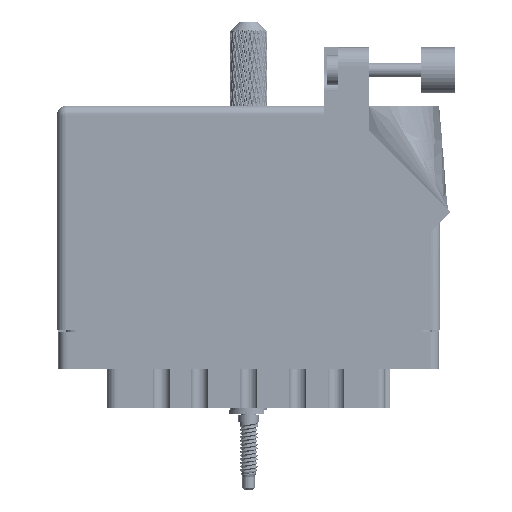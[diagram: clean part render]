
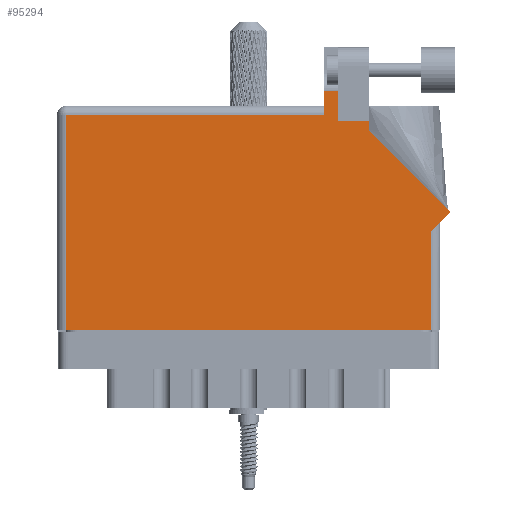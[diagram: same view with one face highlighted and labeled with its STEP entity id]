
A CAD part, front view. The second image highlights one B-rep face of the part: STEP entity #95294.
In plain terms, the highlighted face is planar.
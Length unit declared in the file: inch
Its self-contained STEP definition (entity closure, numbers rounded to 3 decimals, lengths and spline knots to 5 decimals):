
#33 = VERTEX_POINT ( 'NONE', #7498 ) ;
#815 = VERTEX_POINT ( 'NONE', #42063 ) ;
#861 = ORIENTED_EDGE ( 'NONE', *, *, #91678, .T. ) ;
#2818 = DIRECTION ( 'NONE',  ( 0., 1., 0. ) ) ;
#4226 = VECTOR ( 'NONE', #109867, 39.37008 ) ;
#7202 = LINE ( 'NONE', #12429, #20076 ) ;
#7498 = CARTESIAN_POINT ( 'NONE',  ( 0.062, 0., 0. ) ) ;
#7937 = DIRECTION ( 'NONE',  ( 0., -1., 0. ) ) ;
#8367 = LINE ( 'NONE', #36105, #100707 ) ;
#12429 = CARTESIAN_POINT ( 'NONE',  ( 1.819, 1.53, 0. ) ) ;
#14070 = LINE ( 'NONE', #17443, #84806 ) ;
#14294 = VERTEX_POINT ( 'NONE', #62064 ) ;
#17443 = CARTESIAN_POINT ( 'NONE',  ( 2.24377, 1.6315, 0. ) ) ;
#18057 = ORIENTED_EDGE ( 'NONE', *, *, #26595, .T. ) ;
#18603 = DIRECTION ( 'NONE',  ( -1., 0., 0. ) ) ;
#18632 = DIRECTION ( 'NONE',  ( 1., 0., 0. ) ) ;
#19759 = VERTEX_POINT ( 'NONE', #93432 ) ;
#20076 = VECTOR ( 'NONE', #104803, 39.37008 ) ;
#20212 = EDGE_CURVE ( 'NONE', #105478, #35940, #90245, .T. ) ;
#23525 = LINE ( 'NONE', #65769, #68288 ) ;
#24453 = CARTESIAN_POINT ( 'NONE',  ( 0., 1.468, 0. ) ) ;
#26595 = EDGE_CURVE ( 'NONE', #28526, #815, #7202, .T. ) ;
#26972 = FACE_OUTER_BOUND ( 'NONE', #72179, .T. ) ;
#28526 = VERTEX_POINT ( 'NONE', #109095 ) ;
#29814 = DIRECTION ( 'NONE',  ( 0., 0., -1. ) ) ;
#30351 = VECTOR ( 'NONE', #36037, 39.37008 ) ;
#30965 = VERTEX_POINT ( 'NONE', #118450 ) ;
#32449 = LINE ( 'NONE', #110682, #51140 ) ;
#35017 = ORIENTED_EDGE ( 'NONE', *, *, #76777, .T. ) ;
#35940 = VERTEX_POINT ( 'NONE', #53186 ) ;
#36037 = DIRECTION ( 'NONE',  ( 0., 1., 0. ) ) ;
#36105 = CARTESIAN_POINT ( 'NONE',  ( 0.062, 0., 0. ) ) ;
#36793 = LINE ( 'NONE', #24453, #81579 ) ;
#39791 = VERTEX_POINT ( 'NONE', #85501 ) ;
#42063 = CARTESIAN_POINT ( 'NONE',  ( 1.819, 1.468, 0. ) ) ;
#42161 = LINE ( 'NONE', #57646, #111503 ) ;
#46047 = CARTESIAN_POINT ( 'NONE',  ( 2.55, 0.737, 0. ) ) ;
#47189 = DIRECTION ( 'NONE',  ( -1., 0., 0. ) ) ;
#49067 = LINE ( 'NONE', #72723, #30351 ) ;
#49119 = CARTESIAN_POINT ( 'NONE',  ( 2.68271, 0.80771, 0. ) ) ;
#51140 = VECTOR ( 'NONE', #18632, 39.37008 ) ;
#53186 = CARTESIAN_POINT ( 'NONE',  ( 2.126, 1.36442, 0. ) ) ;
#54816 = EDGE_CURVE ( 'NONE', #35940, #110293, #49067, .T. ) ;
#56827 = CARTESIAN_POINT ( 'NONE',  ( 0., 1.53, 0. ) ) ;
#56907 = VECTOR ( 'NONE', #99999, 39.37008 ) ;
#57646 = CARTESIAN_POINT ( 'NONE',  ( 1.913, 1.43, 0. ) ) ;
#58044 = PLANE ( 'NONE',  #83395 ) ;
#60057 = ORIENTED_EDGE ( 'NONE', *, *, #60737, .T. ) ;
#60737 = EDGE_CURVE ( 'NONE', #110293, #112407, #23525, .T. ) ;
#61920 = ORIENTED_EDGE ( 'NONE', *, *, #105288, .T. ) ;
#62064 = CARTESIAN_POINT ( 'NONE',  ( 2.55, 0., 0. ) ) ;
#65769 = CARTESIAN_POINT ( 'NONE',  ( 2.126, 1.43, 0. ) ) ;
#66182 = EDGE_CURVE ( 'NONE', #19759, #33, #8367, .T. ) ;
#68288 = VECTOR ( 'NONE', #18603, 39.37008 ) ;
#70955 = ORIENTED_EDGE ( 'NONE', *, *, #86693, .T. ) ;
#72179 = EDGE_LOOP ( 'NONE', ( #61920, #70955, #18057, #86187, #105493, #35017, #861, #101754, #108322, #95332, #60057 ) ) ;
#72723 = CARTESIAN_POINT ( 'NONE',  ( 2.126, 1.36442, 0. ) ) ;
#76134 = CARTESIAN_POINT ( 'NONE',  ( 1.913, 1.43, 0. ) ) ;
#76777 = EDGE_CURVE ( 'NONE', #33, #14294, #32449, .T. ) ;
#81579 = VECTOR ( 'NONE', #118109, 39.37008 ) ;
#81946 = DIRECTION ( 'NONE',  ( -1., 0., 0. ) ) ;
#83395 = AXIS2_PLACEMENT_3D ( 'NONE', #56827, #29814, #47189 ) ;
#84806 = VECTOR ( 'NONE', #81946, 39.37008 ) ;
#85043 = LINE ( 'NONE', #46047, #4226 ) ;
#85501 = CARTESIAN_POINT ( 'NONE',  ( 2.55, 0.675, 0. ) ) ;
#86187 = ORIENTED_EDGE ( 'NONE', *, *, #96470, .T. ) ;
#86693 = EDGE_CURVE ( 'NONE', #30965, #28526, #14070, .T. ) ;
#90245 = LINE ( 'NONE', #98810, #56907 ) ;
#91678 = EDGE_CURVE ( 'NONE', #14294, #39791, #85043, .T. ) ;
#92931 = DIRECTION ( 'NONE',  ( 0.707, 0.707, 0. ) ) ;
#93432 = CARTESIAN_POINT ( 'NONE',  ( 0.062, 1.468, 0. ) ) ;
#95294 = ADVANCED_FACE ( 'NONE', ( #26972 ), #58044, .F. ) ;
#95332 = ORIENTED_EDGE ( 'NONE', *, *, #54816, .T. ) ;
#96470 = EDGE_CURVE ( 'NONE', #815, #19759, #36793, .T. ) ;
#98810 = CARTESIAN_POINT ( 'NONE',  ( 2.68271, 0.80771, 0. ) ) ;
#99637 = EDGE_CURVE ( 'NONE', #39791, #105478, #114220, .T. ) ;
#99999 = DIRECTION ( 'NONE',  ( -0.707, 0.707, 0. ) ) ;
#100440 = CARTESIAN_POINT ( 'NONE',  ( 2.126, 1.43, 0. ) ) ;
#100707 = VECTOR ( 'NONE', #7937, 39.37008 ) ;
#101754 = ORIENTED_EDGE ( 'NONE', *, *, #99637, .T. ) ;
#104132 = VECTOR ( 'NONE', #92931, 39.37008 ) ;
#104803 = DIRECTION ( 'NONE',  ( 0., -1., 0. ) ) ;
#105288 = EDGE_CURVE ( 'NONE', #112407, #30965, #42161, .T. ) ;
#105478 = VERTEX_POINT ( 'NONE', #49119 ) ;
#105493 = ORIENTED_EDGE ( 'NONE', *, *, #66182, .T. ) ;
#108322 = ORIENTED_EDGE ( 'NONE', *, *, #20212, .T. ) ;
#109095 = CARTESIAN_POINT ( 'NONE',  ( 1.819, 1.6315, 0. ) ) ;
#109867 = DIRECTION ( 'NONE',  ( 0., 1., 0. ) ) ;
#110293 = VERTEX_POINT ( 'NONE', #100440 ) ;
#110682 = CARTESIAN_POINT ( 'NONE',  ( 0., 0., 0. ) ) ;
#111503 = VECTOR ( 'NONE', #2818, 39.37008 ) ;
#112407 = VERTEX_POINT ( 'NONE', #76134 ) ;
#114220 = LINE ( 'NONE', #118432, #104132 ) ;
#118109 = DIRECTION ( 'NONE',  ( -1., 0., 0. ) ) ;
#118432 = CARTESIAN_POINT ( 'NONE',  ( 2.612, 0.737, 0. ) ) ;
#118450 = CARTESIAN_POINT ( 'NONE',  ( 1.913, 1.6315, 0. ) ) ;
